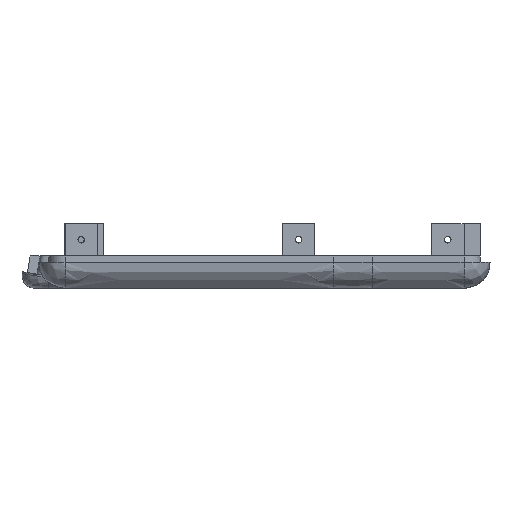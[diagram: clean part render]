
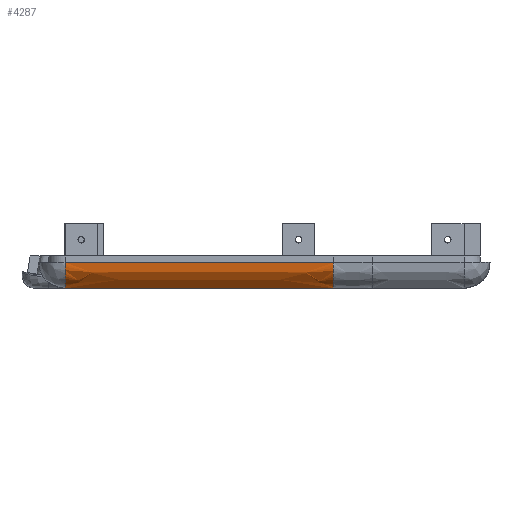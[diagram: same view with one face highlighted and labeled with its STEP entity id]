
A CAD part, left-side view. The second image highlights one B-rep face of the part: STEP entity #4287.
In plain terms, the highlighted free-form (B-spline) face has degree [5, 2] with [6, 3] control points.
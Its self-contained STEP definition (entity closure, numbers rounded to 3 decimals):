
#2183=CARTESIAN_POINT('Vertex',(-211.,43.,-84.)) ;
#2186=CARTESIAN_POINT('Line Origine',(-211.,1.65,-84.)) ;
#2190=CARTESIAN_POINT('Vertex',(-211.,-39.7,-84.)) ;
#2468=CARTESIAN_POINT('Vertex',(-203.,-39.7,-92.)) ;
#2471=CARTESIAN_POINT('Line Origine',(-203.,1.65,-92.)) ;
#2475=CARTESIAN_POINT('Vertex',(-203.,43.,-92.)) ;
#4230=CARTESIAN_POINT('Control Point',(-203.,43.,-92.)) ;
#4231=CARTESIAN_POINT('Control Point',(-211.,43.,-90.627)) ;
#4232=CARTESIAN_POINT('Control Point',(-211.,43.,-84.)) ;
#4233=CARTESIAN_POINT('Control Point',(-203.,20.8,-92.)) ;
#4234=CARTESIAN_POINT('Control Point',(-211.,20.8,-90.627)) ;
#4235=CARTESIAN_POINT('Control Point',(-211.,20.8,-84.)) ;
#4236=CARTESIAN_POINT('Control Point',(-203.,-1.4,-92.)) ;
#4237=CARTESIAN_POINT('Control Point',(-211.,-1.4,-90.627)) ;
#4238=CARTESIAN_POINT('Control Point',(-211.,-1.4,-84.)) ;
#4239=CARTESIAN_POINT('Control Point',(-203.,-23.6,-92.)) ;
#4240=CARTESIAN_POINT('Control Point',(-211.,-23.6,-90.627)) ;
#4241=CARTESIAN_POINT('Control Point',(-211.,-23.6,-84.)) ;
#4242=CARTESIAN_POINT('Control Point',(-203.,-45.8,-92.)) ;
#4243=CARTESIAN_POINT('Control Point',(-211.,-45.8,-90.627)) ;
#4244=CARTESIAN_POINT('Control Point',(-211.,-45.8,-84.)) ;
#4245=CARTESIAN_POINT('Control Point',(-203.,-68.,-92.)) ;
#4246=CARTESIAN_POINT('Control Point',(-211.,-68.,-90.627)) ;
#4247=CARTESIAN_POINT('Control Point',(-211.,-68.,-84.)) ;
#4249=CARTESIAN_POINT('Control Point',(-207.089,43.,-90.699)) ;
#4250=CARTESIAN_POINT('Control Point',(-208.653,43.,-89.873)) ;
#4251=CARTESIAN_POINT('Control Point',(-209.827,43.,-88.79)) ;
#4252=CARTESIAN_POINT('Control Point',(-210.609,43.,-87.45)) ;
#4253=CARTESIAN_POINT('Control Point',(-211.,43.,-85.853)) ;
#4254=CARTESIAN_POINT('Control Point',(-211.,43.,-84.)) ;
#4255=CARTESIAN_POINT('Vertex',(-207.089,43.,-90.699)) ;
#4259=CARTESIAN_POINT('Control Point',(-203.,43.,-92.)) ;
#4260=CARTESIAN_POINT('Control Point',(-203.963,43.,-91.835)) ;
#4261=CARTESIAN_POINT('Control Point',(-204.853,43.,-91.622)) ;
#4262=CARTESIAN_POINT('Control Point',(-205.671,43.,-91.362)) ;
#4263=CARTESIAN_POINT('Control Point',(-206.416,43.,-91.054)) ;
#4264=CARTESIAN_POINT('Control Point',(-207.089,43.,-90.699)) ;
#4267=CARTESIAN_POINT('Control Point',(-203.,-39.7,-92.)) ;
#4268=CARTESIAN_POINT('Control Point',(-204.185,-39.7,-91.797)) ;
#4269=CARTESIAN_POINT('Control Point',(-205.323,-39.7,-91.51)) ;
#4270=CARTESIAN_POINT('Control Point',(-206.403,-39.7,-91.124)) ;
#4271=CARTESIAN_POINT('Control Point',(-208.029,-39.7,-90.28)) ;
#4272=CARTESIAN_POINT('Control Point',(-209.286,-39.7,-89.088)) ;
#4273=CARTESIAN_POINT('Control Point',(-209.717,-39.7,-88.559)) ;
#4274=CARTESIAN_POINT('Control Point',(-210.416,-39.7,-87.411)) ;
#4275=CARTESIAN_POINT('Control Point',(-210.817,-39.7,-86.099)) ;
#4276=CARTESIAN_POINT('Control Point',(-210.941,-39.7,-85.42)) ;
#4277=CARTESIAN_POINT('Control Point',(-211.,-39.7,-84.718)) ;
#4278=CARTESIAN_POINT('Control Point',(-211.,-39.7,-84.)) ;
#2187=DIRECTION('Vector Direction',(0.,-1.,0.)) ;
#2472=DIRECTION('Vector Direction',(0.,-1.,0.)) ;
#2188=VECTOR('Line Direction',#2187,1.) ;
#2473=VECTOR('Line Direction',#2472,1.) ;
#4281=ORIENTED_EDGE('',*,*,#2192,.F.) ;
#4282=ORIENTED_EDGE('',*,*,#4257,.F.) ;
#4283=ORIENTED_EDGE('',*,*,#4265,.F.) ;
#4284=ORIENTED_EDGE('',*,*,#2477,.T.) ;
#4285=ORIENTED_EDGE('',*,*,#4279,.T.) ;
#4287=ADVANCED_FACE('Surface.1259',(#4286),#4229,.T.) ;
#4248=B_SPLINE_CURVE_WITH_KNOTS('',5,(#4249,#4250,#4251,#4252,#4253,#4254),.UNSPECIFIED.,.F.,.U.,(6,6),(3.403,11.314),.UNSPECIFIED.) ;
#4258=B_SPLINE_CURVE_WITH_KNOTS('',5,(#4259,#4260,#4261,#4262,#4263,#4264),.UNSPECIFIED.,.F.,.U.,(6,6),(0.,3.403),.UNSPECIFIED.) ;
#4266=B_SPLINE_CURVE_WITH_KNOTS('',5,(#4267,#4268,#4269,#4270,#4271,#4272,#4273,#4274,#4275,#4276,#4277,#4278),.UNSPECIFIED.,.F.,.U.,(6,3,3,6),(0.,7.325,12.168,16.889),.UNSPECIFIED.) ;
#4229=B_SPLINE_SURFACE_WITH_KNOTS('',5,2,((#4230,#4231,#4232),(#4233,#4234,#4235),(#4236,#4237,#4238),(#4239,#4240,#4241),(#4242,#4243,#4244),(#4245,#4246,#4247)),.UNSPECIFIED.,.F.,.F.,.U.,(6,6),(3,3),(0.,111.),(0.,11.314),.UNSPECIFIED.) ;
#2192=EDGE_CURVE('',#2184,#2191,#2189,.T.) ;
#2477=EDGE_CURVE('',#2476,#2469,#2474,.T.) ;
#4257=EDGE_CURVE('',#4256,#2184,#4248,.T.) ;
#4265=EDGE_CURVE('',#2476,#4256,#4258,.T.) ;
#4279=EDGE_CURVE('',#2469,#2191,#4266,.T.) ;
#4280=EDGE_LOOP('',(#4281,#4282,#4283,#4284,#4285)) ;
#4286=FACE_OUTER_BOUND('',#4280,.T.) ;
#2189=LINE('Line',#2186,#2188) ;
#2474=LINE('Line',#2471,#2473) ;
#2184=VERTEX_POINT('',#2183) ;
#2191=VERTEX_POINT('',#2190) ;
#2469=VERTEX_POINT('',#2468) ;
#2476=VERTEX_POINT('',#2475) ;
#4256=VERTEX_POINT('',#4255) ;
